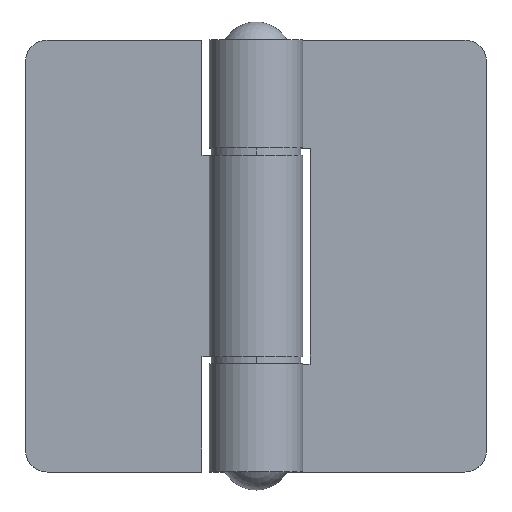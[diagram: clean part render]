
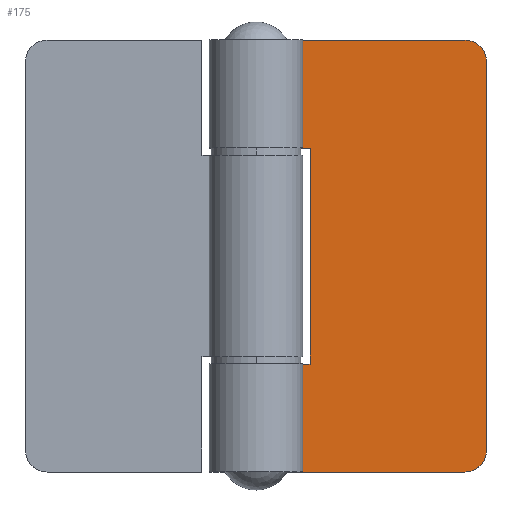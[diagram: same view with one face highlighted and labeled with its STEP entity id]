
A CAD part, top view. The second image highlights one B-rep face of the part: STEP entity #175.
In plain terms, the highlighted planar face has unit normal (0, 0, 1).
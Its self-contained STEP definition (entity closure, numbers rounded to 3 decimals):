
#3 = VERTEX_POINT ( 'NONE', #487 ) ;
#9 = VERTEX_POINT ( 'NONE', #392 ) ;
#12 = EDGE_CURVE ( 'NONE', #23, #20, #463, .T. ) ;
#20 = VERTEX_POINT ( 'NONE', #448 ) ;
#23 = VERTEX_POINT ( 'NONE', #442 ) ;
#24 = EDGE_CURVE ( 'NONE', #28, #9, #441, .T. ) ;
#28 = VERTEX_POINT ( 'NONE', #477 ) ;
#40 = EDGE_CURVE ( 'NONE', #236, #41, #582, .T. ) ;
#41 = VERTEX_POINT ( 'NONE', #578 ) ;
#143 = EDGE_CURVE ( 'NONE', #350, #166, #604, .T. ) ;
#144 = ORIENTED_EDGE ( 'NONE', *, *, #165, .T. ) ;
#148 = ORIENTED_EDGE ( 'NONE', *, *, #143, .T. ) ;
#165 = EDGE_CURVE ( 'NONE', #166, #28, #816, .T. ) ;
#166 = VERTEX_POINT ( 'NONE', #812 ) ;
#169 = EDGE_LOOP ( 'NONE', ( #176, #172, #174, #232, #343, #344, #345, #348, #148, #144 ) ) ;
#172 = ORIENTED_EDGE ( 'NONE', *, *, #173, .T. ) ;
#173 = EDGE_CURVE ( 'NONE', #9, #20, #738, .T. ) ;
#174 = ORIENTED_EDGE ( 'NONE', *, *, #12, .F. ) ;
#175 = ADVANCED_FACE ( 'NONE', ( #733 ), #799, .F. ) ;
#176 = ORIENTED_EDGE ( 'NONE', *, *, #24, .T. ) ;
#232 = ORIENTED_EDGE ( 'NONE', *, *, #233, .T. ) ;
#233 = EDGE_CURVE ( 'NONE', #23, #41, #888, .T. ) ;
#235 = EDGE_CURVE ( 'NONE', #236, #3, #903, .T. ) ;
#236 = VERTEX_POINT ( 'NONE', #981 ) ;
#343 = ORIENTED_EDGE ( 'NONE', *, *, #40, .F. ) ;
#344 = ORIENTED_EDGE ( 'NONE', *, *, #235, .T. ) ;
#345 = ORIENTED_EDGE ( 'NONE', *, *, #346, .T. ) ;
#346 = EDGE_CURVE ( 'NONE', #3, #347, #1001, .T. ) ;
#347 = VERTEX_POINT ( 'NONE', #1056 ) ;
#348 = ORIENTED_EDGE ( 'NONE', *, *, #349, .T. ) ;
#349 = EDGE_CURVE ( 'NONE', #347, #350, #1046, .T. ) ;
#350 = VERTEX_POINT ( 'NONE', #1042 ) ;
#392 = CARTESIAN_POINT ( 'NONE',  ( 29., -30., -3.3 ) ) ;
#441 = LINE ( 'NONE', #485, #484 ) ;
#442 = CARTESIAN_POINT ( 'NONE',  ( 32., 27., -3.3 ) ) ;
#448 = CARTESIAN_POINT ( 'NONE',  ( 32., -27., -3.3 ) ) ;
#460 = DIRECTION ( 'NONE',  ( 0., -1., 0. ) ) ;
#461 = VECTOR ( 'NONE', #460, 1000. ) ;
#462 = CARTESIAN_POINT ( 'NONE',  ( 32., 30., -3.3 ) ) ;
#463 = LINE ( 'NONE', #462, #461 ) ;
#477 = CARTESIAN_POINT ( 'NONE',  ( 5.6, -30., -3.3 ) ) ;
#483 = DIRECTION ( 'NONE',  ( 1., 0., 0. ) ) ;
#484 = VECTOR ( 'NONE', #483, 1000. ) ;
#485 = CARTESIAN_POINT ( 'NONE',  ( 5.6, -30., -3.3 ) ) ;
#487 = CARTESIAN_POINT ( 'NONE',  ( 5.6, 15., -3.3 ) ) ;
#578 = CARTESIAN_POINT ( 'NONE',  ( 29., 30., -3.3 ) ) ;
#579 = DIRECTION ( 'NONE',  ( 1., 0., 0. ) ) ;
#580 = VECTOR ( 'NONE', #579, 1000. ) ;
#581 = CARTESIAN_POINT ( 'NONE',  ( 5.6, 30., -3.3 ) ) ;
#582 = LINE ( 'NONE', #581, #580 ) ;
#601 = DIRECTION ( 'NONE',  ( -1., 0., 0. ) ) ;
#602 = VECTOR ( 'NONE', #601, 1000. ) ;
#603 = CARTESIAN_POINT ( 'NONE',  ( 5.6, -15., -3.3 ) ) ;
#604 = LINE ( 'NONE', #603, #602 ) ;
#733 = FACE_OUTER_BOUND ( 'NONE', #169, .T. ) ;
#734 = DIRECTION ( 'NONE',  ( -1., 0., 0. ) ) ;
#735 = DIRECTION ( 'NONE',  ( 0., 0., 1. ) ) ;
#736 = CARTESIAN_POINT ( 'NONE',  ( 29., -27., -3.3 ) ) ;
#737 = AXIS2_PLACEMENT_3D ( 'NONE', #736, #735, #734 ) ;
#738 = CIRCLE ( 'NONE', #737, 3. ) ;
#795 = DIRECTION ( 'NONE',  ( -1., 0., 0. ) ) ;
#796 = DIRECTION ( 'NONE',  ( 0., 0., -1. ) ) ;
#797 = CARTESIAN_POINT ( 'NONE',  ( 5.6, 30., -3.3 ) ) ;
#798 = AXIS2_PLACEMENT_3D ( 'NONE', #797, #796, #795 ) ;
#799 = PLANE ( 'NONE',  #798 ) ;
#812 = CARTESIAN_POINT ( 'NONE',  ( 5.6, -15., -3.3 ) ) ;
#813 = DIRECTION ( 'NONE',  ( 0., -1., 0. ) ) ;
#814 = VECTOR ( 'NONE', #813, 1000. ) ;
#815 = CARTESIAN_POINT ( 'NONE',  ( 5.6, 30., -3.3 ) ) ;
#816 = LINE ( 'NONE', #815, #814 ) ;
#887 = AXIS2_PLACEMENT_3D ( 'NONE', #957, #985, #984 ) ;
#888 = CIRCLE ( 'NONE', #887, 3. ) ;
#902 = CARTESIAN_POINT ( 'NONE',  ( 5.6, 30., -3.3 ) ) ;
#903 = LINE ( 'NONE', #902, #983 ) ;
#957 = CARTESIAN_POINT ( 'NONE',  ( 29., 27., -3.3 ) ) ;
#981 = CARTESIAN_POINT ( 'NONE',  ( 5.6, 30., -3.3 ) ) ;
#982 = DIRECTION ( 'NONE',  ( 0., -1., 0. ) ) ;
#983 = VECTOR ( 'NONE', #982, 1000. ) ;
#984 = DIRECTION ( 'NONE',  ( -1., 0., 0. ) ) ;
#985 = DIRECTION ( 'NONE',  ( 0., 0., 1. ) ) ;
#1000 = CARTESIAN_POINT ( 'NONE',  ( 5.6, 15., -3.3 ) ) ;
#1001 = LINE ( 'NONE', #1000, #1058 ) ;
#1042 = CARTESIAN_POINT ( 'NONE',  ( 7.5, -15., -3.3 ) ) ;
#1043 = DIRECTION ( 'NONE',  ( 0., -1., 0. ) ) ;
#1044 = VECTOR ( 'NONE', #1043, 1000. ) ;
#1045 = CARTESIAN_POINT ( 'NONE',  ( 7.5, 30., -3.3 ) ) ;
#1046 = LINE ( 'NONE', #1045, #1044 ) ;
#1056 = CARTESIAN_POINT ( 'NONE',  ( 7.5, 15., -3.3 ) ) ;
#1057 = DIRECTION ( 'NONE',  ( 1., 0., 0. ) ) ;
#1058 = VECTOR ( 'NONE', #1057, 1000. ) ;
